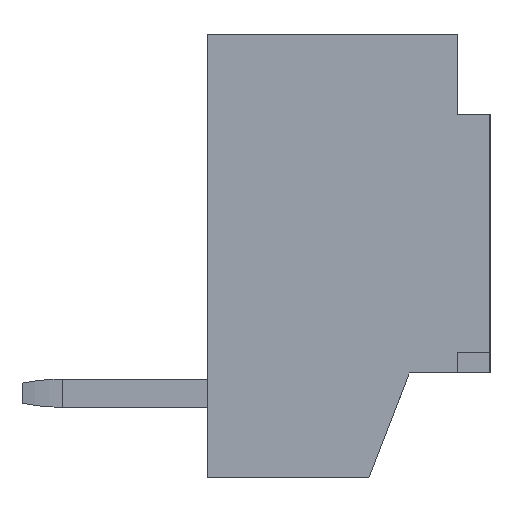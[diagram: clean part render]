
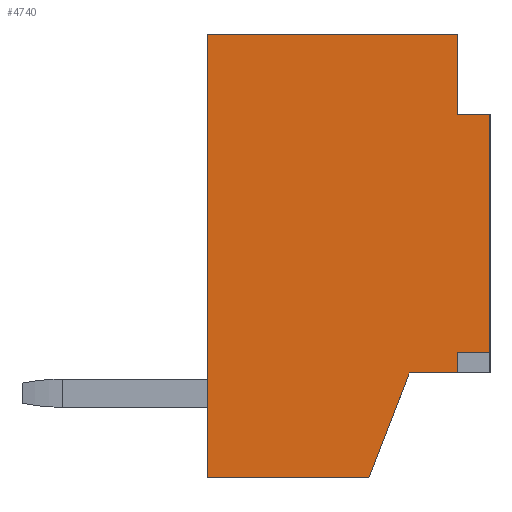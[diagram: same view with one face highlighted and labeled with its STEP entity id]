
A CAD part, left-side view. The second image highlights one B-rep face of the part: STEP entity #4740.
In plain terms, the highlighted planar face has unit normal (-1, 0, 0).
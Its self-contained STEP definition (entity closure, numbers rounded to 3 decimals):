
#9=DIRECTION('',(0.,-1.,0.));
#10=VECTOR('',#9,2.);
#11=CARTESIAN_POINT('',(-6.5,1.75,-2.75));
#12=LINE('',#11,#10);
#25=DIRECTION('',(0.,0.,1.));
#26=VECTOR('',#25,0.25);
#27=CARTESIAN_POINT('',(-6.5,-1.35,-1.45));
#28=LINE('',#27,#26);
#29=DIRECTION('',(0.,1.,0.));
#30=VECTOR('',#29,0.6);
#31=CARTESIAN_POINT('',(-6.5,-1.35,-1.45));
#32=LINE('',#31,#30);
#33=DIRECTION('',(0.,-0.359,0.933));
#34=VECTOR('',#33,1.393);
#35=CARTESIAN_POINT('',(-6.5,-0.25,-2.75));
#36=LINE('',#35,#34);
#37=DIRECTION('',(0.,0.,1.));
#38=VECTOR('',#37,5.5);
#39=CARTESIAN_POINT('',(-6.5,1.75,-2.75));
#40=LINE('',#39,#38);
#41=DIRECTION('',(0.,0.,-1.));
#42=VECTOR('',#41,1.);
#43=CARTESIAN_POINT('',(-6.5,-1.35,2.75));
#44=LINE('',#43,#42);
#45=DIRECTION('',(0.,1.,0.));
#46=VECTOR('',#45,0.4);
#47=CARTESIAN_POINT('',(-6.5,-1.75,1.75));
#48=LINE('',#47,#46);
#49=DIRECTION('',(0.,1.,0.));
#50=VECTOR('',#49,0.4);
#51=CARTESIAN_POINT('',(-6.5,-1.75,-1.2));
#52=LINE('',#51,#50);
#197=DIRECTION('',(0.,0.,1.));
#198=VECTOR('',#197,2.95);
#199=CARTESIAN_POINT('',(-6.5,-1.75,-1.2));
#200=LINE('',#199,#198);
#289=DIRECTION('',(0.,-1.,0.));
#290=VECTOR('',#289,3.1);
#291=CARTESIAN_POINT('',(-6.5,1.75,2.75));
#292=LINE('',#291,#290);
#3573=CARTESIAN_POINT('',(-6.5,1.75,-2.75));
#3574=CARTESIAN_POINT('',(-6.5,1.75,2.75));
#3575=VERTEX_POINT('',#3573);
#3576=VERTEX_POINT('',#3574);
#3605=CARTESIAN_POINT('',(-6.5,-1.75,1.75));
#3606=CARTESIAN_POINT('',(-6.5,-1.35,1.75));
#3607=VERTEX_POINT('',#3605);
#3608=VERTEX_POINT('',#3606);
#3621=CARTESIAN_POINT('',(-6.5,-1.35,2.75));
#3622=VERTEX_POINT('',#3621);
#4125=CARTESIAN_POINT('',(-6.5,-0.25,-2.75));
#4127=VERTEX_POINT('',#4125);
#4133=CARTESIAN_POINT('',(-6.5,-0.75,-1.45));
#4134=VERTEX_POINT('',#4133);
#4241=CARTESIAN_POINT('',(-6.5,-1.35,-1.45));
#4242=CARTESIAN_POINT('',(-6.5,-1.35,-1.2));
#4243=VERTEX_POINT('',#4241);
#4244=VERTEX_POINT('',#4242);
#4245=CARTESIAN_POINT('',(-6.5,-1.75,-1.2));
#4246=VERTEX_POINT('',#4245);
#4715=CARTESIAN_POINT('',(-6.5,1.75,-2.75));
#4716=DIRECTION('',(-1.,0.,0.));
#4717=DIRECTION('',(0.,-1.,0.));
#4718=AXIS2_PLACEMENT_3D('',#4715,#4716,#4717);
#4719=PLANE('',#4718);
#4721=ORIENTED_EDGE('',*,*,#4720,.F.);
#4723=ORIENTED_EDGE('',*,*,#4722,.T.);
#4724=ORIENTED_EDGE('',*,*,#4691,.F.);
#4725=ORIENTED_EDGE('',*,*,#4664,.F.);
#4727=ORIENTED_EDGE('',*,*,#4726,.T.);
#4729=ORIENTED_EDGE('',*,*,#4728,.T.);
#4731=ORIENTED_EDGE('',*,*,#4730,.T.);
#4733=ORIENTED_EDGE('',*,*,#4732,.F.);
#4735=ORIENTED_EDGE('',*,*,#4734,.F.);
#4737=ORIENTED_EDGE('',*,*,#4736,.T.);
#4738=EDGE_LOOP('',(#4721,#4723,#4724,#4725,#4727,#4729,#4731,#4733,#4735,
#4737));
#4739=FACE_OUTER_BOUND('',#4738,.F.);
#4740=ADVANCED_FACE('',(#4739),#4719,.T.);
#4664=EDGE_CURVE('',#3575,#4127,#12,.T.);
#4691=EDGE_CURVE('',#4127,#4134,#36,.T.);
#4720=EDGE_CURVE('',#4243,#4244,#28,.T.);
#4722=EDGE_CURVE('',#4243,#4134,#32,.T.);
#4726=EDGE_CURVE('',#3575,#3576,#40,.T.);
#4728=EDGE_CURVE('',#3576,#3622,#292,.T.);
#4730=EDGE_CURVE('',#3622,#3608,#44,.T.);
#4732=EDGE_CURVE('',#3607,#3608,#48,.T.);
#4734=EDGE_CURVE('',#4246,#3607,#200,.T.);
#4736=EDGE_CURVE('',#4246,#4244,#52,.T.);
